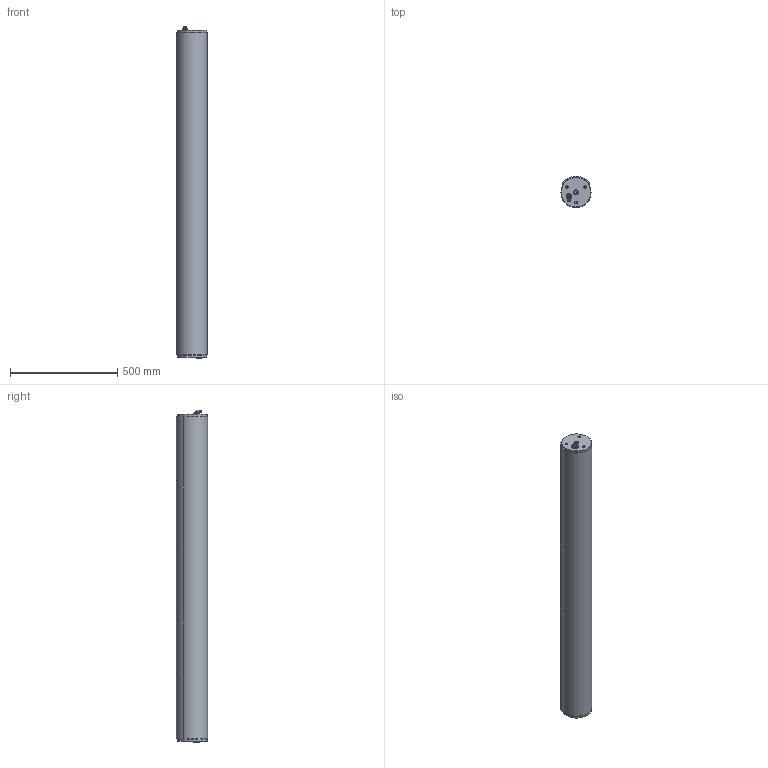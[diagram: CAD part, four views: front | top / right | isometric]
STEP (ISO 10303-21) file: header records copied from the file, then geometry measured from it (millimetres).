
FILE_DESCRIPTION (( 'STEP AP203' ), '1' );
FILE_NAME ('S38150XXX-110.STEP', '2020-01-03T19:40:05', ( '' ), ( '' ), 'SwSTEP 2.0', 'SolidWorks 2019', '' );
FILE_SCHEMA (( 'CONFIG_CONTROL_DESIGN' ));
Length unit declared in the file: inch
Products named in the file (10): Standard Airturn Wafers_64-0115-SK; S38150XXX-110; Standard Airturn Housings_Website ; 90-0400_5225K747; 90-0390_4860K128; Standard Airturn Plugs_38-0087
Assembly tree (10 placements, depth 2):
  S38150XXX-110
    Standard Airturn Housings_Website 
    Standard Airturn Plugs_38-0087  x2
    90-0390_4860K128
    90-0400_5225K747
    Standard Airturn Wafers_64-0115-SK
    Standard Airturn Wafers_64-0115-SK
    Standard Airturn Wafers_64-0115-SK
    Standard Airturn Wafers_64-0115-SK
    Standard Airturn Wafers_64-0115-SK
Bounding box: 139.7 x 144.56 x 1544.72 mm (x, y, z)
Volume: 6214965.4 mm3; surface area: 1824787.1 mm2
Topology: 12 solids, 12 shells, 198 faces, 419 edges, 265 vertices
Faces by surface type: plane 69, cone 56, cylinder 55, bspline 10, torus 6, sphere 2
Full cylindrical faces by diameter (mm): 6.73 x2, 8 x1, 10.2 x6, 10.328 x1, 10.8 x1, 12.15 x1, 13.5 x1, 16.908 x1, 17.326 x1, 17.462 x2, 18.432 x1, 19 x2, 20.952 x1, 22.06 x1, 23.238 x2, 25 x1, 119.482 x2, 121.158 x4, 123.698 x8, 127 x1, 138.938 x2, 139.7 x1
Entity records: 11691 total; most frequent: CARTESIAN_POINT 7472, DIRECTION 664, ORIENTED_EDGE 542, AXIS2_PLACEMENT_3D 289, EDGE_CURVE 271, EDGE_LOOP 238, VERTEX_POINT 201, FACE_OUTER_BOUND 193
